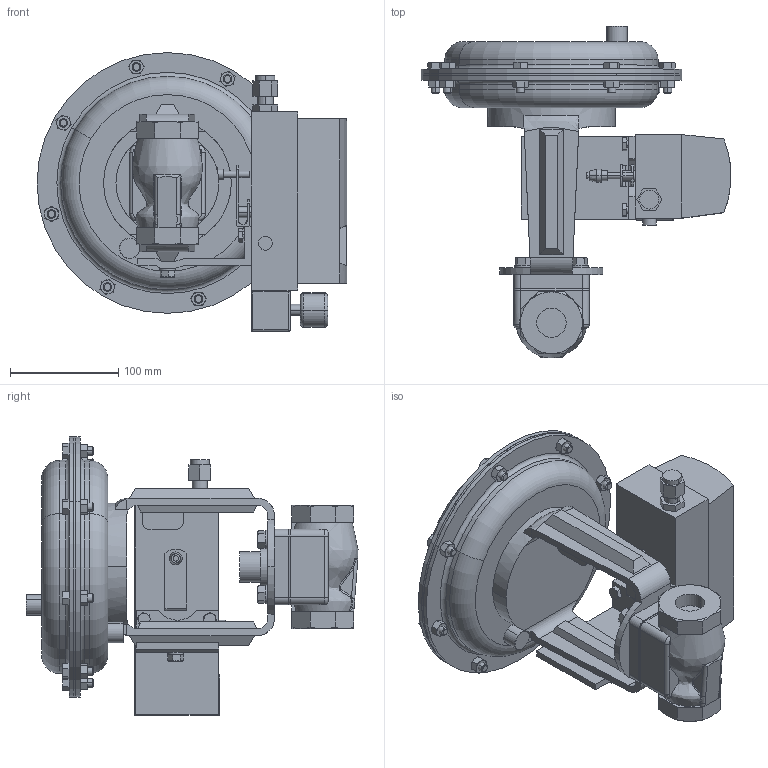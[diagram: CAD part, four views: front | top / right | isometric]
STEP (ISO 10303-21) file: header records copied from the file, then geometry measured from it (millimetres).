
FILE_DESCRIPTION (( 'STEP AP203' ), '1' );
FILE_NAME ('78SP-075-BR+CS+S6-SW-35M-16IQ.step', '2017-09-25T17:08:41', ( '' ), ( '' ), 'SwSTEP 2.0', 'SolidWorks 2014', '' );
FILE_SCHEMA (( 'CONFIG_CONTROL_DESIGN' ));
Length unit declared in the file: inch
Products named in the file (1): 78SP-075-BR+CS+S6-SW-35M-16IQ
Bounding box: 286.74 x 307.19 x 258.03 mm (x, y, z)
Volume: 4513641.6 mm3; surface area: 580855.8 mm2
Topology: 40 solids, 40 shells, 845 faces, 1876 edges, 1149 vertices
Faces by surface type: plane 406, cone 232, cylinder 157, torus 28, bspline 20, sphere 2
Entity records: 26541 total; most frequent: CARTESIAN_POINT 8514, ORIENTED_EDGE 3744, DIRECTION 3609, EDGE_CURVE 1872, AXIS2_PLACEMENT_3D 1412, VERTEX_POINT 1149, EDGE_LOOP 891, FACE_OUTER_BOUND 845
